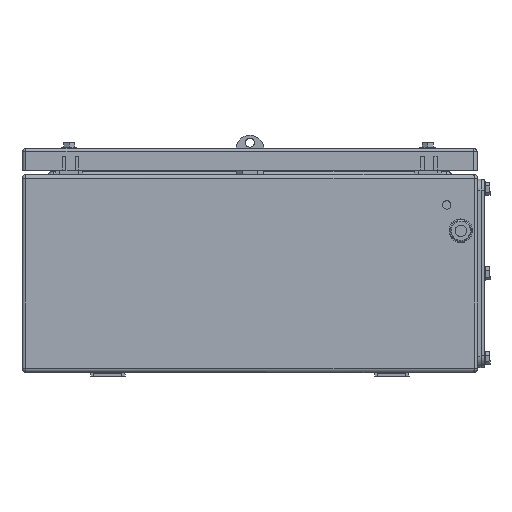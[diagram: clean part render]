
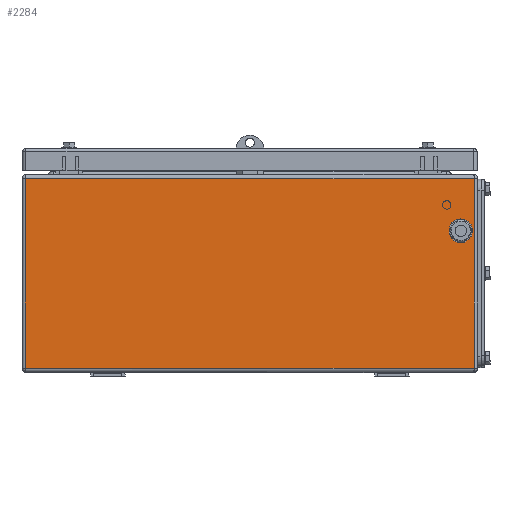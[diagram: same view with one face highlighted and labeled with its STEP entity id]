
A CAD part, left-side view. The second image highlights one B-rep face of the part: STEP entity #2284.
In plain terms, the highlighted planar face has unit normal (-1, 0, 0).
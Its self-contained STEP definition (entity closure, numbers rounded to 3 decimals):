
#2199=AXIS2_PLACEMENT_3D('Plane Axis2P3D',#2196,#2197,#2198) ;
#1653=CARTESIAN_POINT('Vertex',(25.5,14.,176.5)) ;
#1656=CARTESIAN_POINT('Line Origine',(25.5,14.,180.5)) ;
#1660=CARTESIAN_POINT('Vertex',(25.5,14.,7.5)) ;
#2196=CARTESIAN_POINT('Axis2P3D Location',(25.5,417.,180.5)) ;
#2201=CARTESIAN_POINT('Line Origine',(25.5,414.,92.)) ;
#2205=CARTESIAN_POINT('Vertex',(25.5,414.,176.5)) ;
#2207=CARTESIAN_POINT('Vertex',(25.5,414.,7.5)) ;
#2210=CARTESIAN_POINT('Line Origine',(25.5,214.,7.5)) ;
#2215=CARTESIAN_POINT('Line Origine',(25.5,214.,176.5)) ;
#2226=CARTESIAN_POINT('Line Origine',(25.5,31.15,130.)) ;
#2230=CARTESIAN_POINT('Vertex',(25.5,31.15,134.96)) ;
#2232=CARTESIAN_POINT('Vertex',(25.5,31.15,125.04)) ;
#2236=CARTESIAN_POINT('Control Point',(25.5,20.85,134.96)) ;
#2237=CARTESIAN_POINT('Control Point',(25.5,21.304,135.432)) ;
#2238=CARTESIAN_POINT('Control Point',(25.5,21.813,135.851)) ;
#2239=CARTESIAN_POINT('Control Point',(25.5,22.367,136.211)) ;
#2240=CARTESIAN_POINT('Control Point',(25.5,23.549,136.796)) ;
#2241=CARTESIAN_POINT('Control Point',(25.5,24.832,137.1)) ;
#2242=CARTESIAN_POINT('Control Point',(25.5,25.488,137.177)) ;
#2243=CARTESIAN_POINT('Control Point',(25.5,26.806,137.18)) ;
#2244=CARTESIAN_POINT('Control Point',(25.5,28.091,136.885)) ;
#2245=CARTESIAN_POINT('Control Point',(25.5,28.714,136.664)) ;
#2246=CARTESIAN_POINT('Control Point',(25.5,29.609,136.225)) ;
#2247=CARTESIAN_POINT('Control Point',(25.5,30.411,135.642)) ;
#2248=CARTESIAN_POINT('Control Point',(25.5,30.671,135.429)) ;
#2249=CARTESIAN_POINT('Control Point',(25.5,30.918,135.201)) ;
#2250=CARTESIAN_POINT('Control Point',(25.5,31.15,134.96)) ;
#2251=CARTESIAN_POINT('Vertex',(25.5,20.85,134.96)) ;
#2254=CARTESIAN_POINT('Line Origine',(25.5,20.85,130.)) ;
#2258=CARTESIAN_POINT('Vertex',(25.5,20.85,125.04)) ;
#2262=CARTESIAN_POINT('Control Point',(25.5,31.15,125.04)) ;
#2263=CARTESIAN_POINT('Control Point',(25.5,30.696,124.568)) ;
#2264=CARTESIAN_POINT('Control Point',(25.5,30.187,124.149)) ;
#2265=CARTESIAN_POINT('Control Point',(25.5,29.633,123.789)) ;
#2266=CARTESIAN_POINT('Control Point',(25.5,28.451,123.204)) ;
#2267=CARTESIAN_POINT('Control Point',(25.5,27.168,122.9)) ;
#2268=CARTESIAN_POINT('Control Point',(25.5,26.512,122.823)) ;
#2269=CARTESIAN_POINT('Control Point',(25.5,25.194,122.82)) ;
#2270=CARTESIAN_POINT('Control Point',(25.5,23.909,123.115)) ;
#2271=CARTESIAN_POINT('Control Point',(25.5,23.286,123.336)) ;
#2272=CARTESIAN_POINT('Control Point',(25.5,22.391,123.775)) ;
#2273=CARTESIAN_POINT('Control Point',(25.5,21.589,124.358)) ;
#2274=CARTESIAN_POINT('Control Point',(25.5,21.329,124.571)) ;
#2275=CARTESIAN_POINT('Control Point',(25.5,21.082,124.799)) ;
#2276=CARTESIAN_POINT('Control Point',(25.5,20.85,125.04)) ;
#1657=DIRECTION('Vector Direction',(0.,0.,-1.)) ;
#2197=DIRECTION('Axis2P3D Direction',(1.,0.,0.)) ;
#2198=DIRECTION('Axis2P3D XDirection',(0.,1.,0.)) ;
#2202=DIRECTION('Vector Direction',(0.,0.,-1.)) ;
#2211=DIRECTION('Vector Direction',(0.,-1.,0.)) ;
#2216=DIRECTION('Vector Direction',(0.,1.,0.)) ;
#2227=DIRECTION('Vector Direction',(0.,0.,-1.)) ;
#2255=DIRECTION('Vector Direction',(0.,0.,1.)) ;
#1658=VECTOR('Line Direction',#1657,1.) ;
#2203=VECTOR('Line Direction',#2202,1.) ;
#2212=VECTOR('Line Direction',#2211,1.) ;
#2217=VECTOR('Line Direction',#2216,1.) ;
#2228=VECTOR('Line Direction',#2227,1.) ;
#2256=VECTOR('Line Direction',#2255,1.) ;
#2221=ORIENTED_EDGE('',*,*,#2209,.T.) ;
#2222=ORIENTED_EDGE('',*,*,#2214,.T.) ;
#2223=ORIENTED_EDGE('',*,*,#1662,.T.) ;
#2224=ORIENTED_EDGE('',*,*,#2219,.T.) ;
#2279=ORIENTED_EDGE('',*,*,#2234,.F.) ;
#2280=ORIENTED_EDGE('',*,*,#2253,.F.) ;
#2281=ORIENTED_EDGE('',*,*,#2260,.F.) ;
#2282=ORIENTED_EDGE('',*,*,#2277,.F.) ;
#2283=FACE_BOUND('',#2278,.T.) ;
#2284=ADVANCED_FACE('40797_ASM_GH_KTB_MH_XXXxXXXxXXX_YGP_S3D-1/GH-1-solid1',(#2225,#2283),#2200,.F.) ;
#2235=B_SPLINE_CURVE_WITH_KNOTS('',5,(#2236,#2237,#2238,#2239,#2240,#2241,#2242,#2243,#2244,#2245,#2246,#2247,#2248,#2249,#2250),.UNSPECIFIED.,.F.,.U.,(6,3,3,3,6),(0.,4.64,9.281,13.921,16.295),.UNSPECIFIED.) ;
#2261=B_SPLINE_CURVE_WITH_KNOTS('',5,(#2262,#2263,#2264,#2265,#2266,#2267,#2268,#2269,#2270,#2271,#2272,#2273,#2274,#2275,#2276),.UNSPECIFIED.,.F.,.U.,(6,3,3,3,6),(0.,4.64,9.281,13.921,16.295),.UNSPECIFIED.) ;
#1662=EDGE_CURVE('',#1661,#1654,#1659,.F.) ;
#2209=EDGE_CURVE('',#2206,#2208,#2204,.T.) ;
#2214=EDGE_CURVE('',#2208,#1661,#2213,.T.) ;
#2219=EDGE_CURVE('',#1654,#2206,#2218,.T.) ;
#2234=EDGE_CURVE('',#2231,#2233,#2229,.T.) ;
#2253=EDGE_CURVE('',#2252,#2231,#2235,.T.) ;
#2260=EDGE_CURVE('',#2259,#2252,#2257,.T.) ;
#2277=EDGE_CURVE('',#2233,#2259,#2261,.T.) ;
#2220=EDGE_LOOP('',(#2221,#2222,#2223,#2224)) ;
#2278=EDGE_LOOP('',(#2279,#2280,#2281,#2282)) ;
#2225=FACE_OUTER_BOUND('',#2220,.T.) ;
#1659=LINE('Line',#1656,#1658) ;
#2204=LINE('Line',#2201,#2203) ;
#2213=LINE('Line',#2210,#2212) ;
#2218=LINE('Line',#2215,#2217) ;
#2229=LINE('Line',#2226,#2228) ;
#2257=LINE('Line',#2254,#2256) ;
#2200=PLANE('',#2199) ;
#1654=VERTEX_POINT('',#1653) ;
#1661=VERTEX_POINT('',#1660) ;
#2206=VERTEX_POINT('',#2205) ;
#2208=VERTEX_POINT('',#2207) ;
#2231=VERTEX_POINT('',#2230) ;
#2233=VERTEX_POINT('',#2232) ;
#2252=VERTEX_POINT('',#2251) ;
#2259=VERTEX_POINT('',#2258) ;
